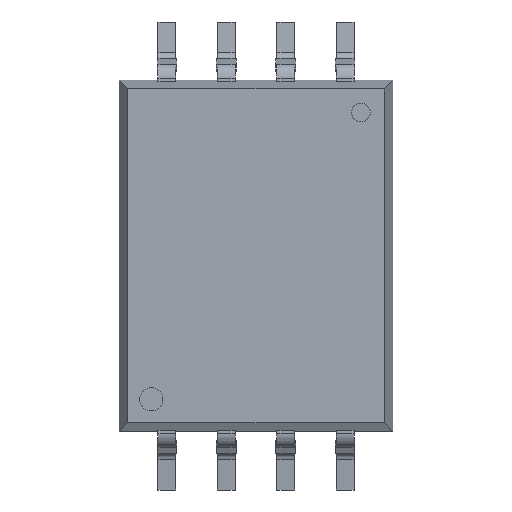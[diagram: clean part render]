
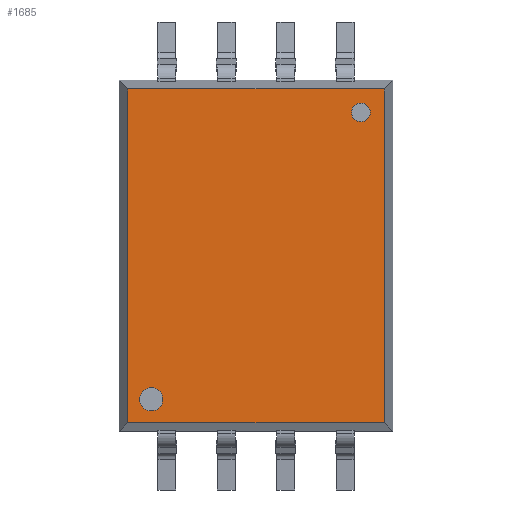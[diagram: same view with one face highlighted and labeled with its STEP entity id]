
A CAD part, top view. The second image highlights one B-rep face of the part: STEP entity #1685.
In plain terms, the highlighted planar face has unit normal (0, 0, 1).
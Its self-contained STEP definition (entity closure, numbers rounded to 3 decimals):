
#70 = LINE ( 'NONE', #3073, #3573 ) ;
#296 = DIRECTION ( 'NONE',  ( 1., 0., 0. ) ) ;
#347 = AXIS2_PLACEMENT_3D ( 'NONE', #1285, #5541, #1871 ) ;
#422 = CARTESIAN_POINT ( 'NONE',  ( 2.925, 3.75, 2.2 ) ) ;
#492 = EDGE_CURVE ( 'NONE', #5167, #5632, #70, .T. ) ;
#646 = DIRECTION ( 'NONE',  ( 0., 1., 0. ) ) ;
#714 = LINE ( 'NONE', #1847, #2328 ) ;
#801 = PLANE ( 'NONE',  #7456 ) ;
#808 = DIRECTION ( 'NONE',  ( 0., 0., -1. ) ) ;
#1041 = VERTEX_POINT ( 'NONE', #4409 ) ;
#1119 = ORIENTED_EDGE ( 'NONE', *, *, #1935, .T. ) ;
#1190 = FACE_BOUND ( 'NONE', #4406, .T. ) ;
#1285 = CARTESIAN_POINT ( 'NONE',  ( 2.24, 3.065, 2.2 ) ) ;
#1419 = EDGE_CURVE ( 'NONE', #5798, #5167, #714, .T. ) ;
#1475 = VECTOR ( 'NONE', #7349, 1000. ) ;
#1685 = ADVANCED_FACE ( 'NONE', ( #2767, #1190, #7491 ), #801, .F. ) ;
#1705 = VERTEX_POINT ( 'NONE', #4093 ) ;
#1847 = CARTESIAN_POINT ( 'NONE',  ( 2.74, 3.75, 2.2 ) ) ;
#1871 = DIRECTION ( 'NONE',  ( 1., 0., 0. ) ) ;
#1920 = LINE ( 'NONE', #6948, #6627 ) ;
#1935 = EDGE_CURVE ( 'NONE', #5632, #1041, #1920, .T. ) ;
#1968 = CIRCLE ( 'NONE', #7372, 0.25 ) ;
#2077 = EDGE_CURVE ( 'NONE', #6188, #1705, #4850, .T. ) ;
#2103 = EDGE_LOOP ( 'NONE', ( #6400, #7426 ) ) ;
#2226 = CARTESIAN_POINT ( 'NONE',  ( -2.24, -3.065, 2.2 ) ) ;
#2258 = DIRECTION ( 'NONE',  ( 1., 0., 0. ) ) ;
#2328 = VECTOR ( 'NONE', #5047, 1000. ) ;
#2378 = DIRECTION ( 'NONE',  ( 0., 0., 1. ) ) ;
#2728 = DIRECTION ( 'NONE',  ( 0., -1., 0. ) ) ;
#2767 = FACE_BOUND ( 'NONE', #2103, .T. ) ;
#2895 = CARTESIAN_POINT ( 'NONE',  ( -1.99, -3.065, 2.2 ) ) ;
#2926 = ORIENTED_EDGE ( 'NONE', *, *, #6419, .F. ) ;
#3073 = CARTESIAN_POINT ( 'NONE',  ( 2.925, 3.565, 2.2 ) ) ;
#3379 = ORIENTED_EDGE ( 'NONE', *, *, #492, .T. ) ;
#3573 = VECTOR ( 'NONE', #3890, 1000. ) ;
#3657 = CARTESIAN_POINT ( 'NONE',  ( 2.925, -3.565, 2.2 ) ) ;
#3724 = CARTESIAN_POINT ( 'NONE',  ( 2.74, -3.565, 2.2 ) ) ;
#3832 = AXIS2_PLACEMENT_3D ( 'NONE', #2226, #2378, #2258 ) ;
#3873 = EDGE_CURVE ( 'NONE', #5439, #7551, #7097, .T. ) ;
#3890 = DIRECTION ( 'NONE',  ( -1., 0., 0. ) ) ;
#3921 = DIRECTION ( 'NONE',  ( 0., 0., 1. ) ) ;
#4093 = CARTESIAN_POINT ( 'NONE',  ( -2.49, -3.065, 2.2 ) ) ;
#4168 = CARTESIAN_POINT ( 'NONE',  ( 2.44, 3.065, 2.2 ) ) ;
#4195 = DIRECTION ( 'NONE',  ( 1., 0., 0. ) ) ;
#4406 = EDGE_LOOP ( 'NONE', ( #5675, #2926 ) ) ;
#4409 = CARTESIAN_POINT ( 'NONE',  ( -2.74, -3.565, 2.2 ) ) ;
#4491 = ORIENTED_EDGE ( 'NONE', *, *, #6364, .T. ) ;
#4593 = CARTESIAN_POINT ( 'NONE',  ( 2.74, 3.565, 2.2 ) ) ;
#4680 = LINE ( 'NONE', #3657, #1475 ) ;
#4850 = CIRCLE ( 'NONE', #3832, 0.25 ) ;
#5047 = DIRECTION ( 'NONE',  ( 0., 1., 0. ) ) ;
#5106 = ORIENTED_EDGE ( 'NONE', *, *, #1419, .T. ) ;
#5167 = VERTEX_POINT ( 'NONE', #4593 ) ;
#5439 = VERTEX_POINT ( 'NONE', #4168 ) ;
#5541 = DIRECTION ( 'NONE',  ( 0., 0., 1. ) ) ;
#5632 = VERTEX_POINT ( 'NONE', #5979 ) ;
#5675 = ORIENTED_EDGE ( 'NONE', *, *, #3873, .F. ) ;
#5758 = CARTESIAN_POINT ( 'NONE',  ( 2.04, 3.065, 2.2 ) ) ;
#5798 = VERTEX_POINT ( 'NONE', #3724 ) ;
#5882 = EDGE_LOOP ( 'NONE', ( #4491, #5106, #3379, #1119 ) ) ;
#5974 = EDGE_CURVE ( 'NONE', #1705, #6188, #1968, .T. ) ;
#5978 = CIRCLE ( 'NONE', #347, 0.2 ) ;
#5979 = CARTESIAN_POINT ( 'NONE',  ( -2.74, 3.565, 2.2 ) ) ;
#6188 = VERTEX_POINT ( 'NONE', #2895 ) ;
#6364 = EDGE_CURVE ( 'NONE', #1041, #5798, #4680, .T. ) ;
#6400 = ORIENTED_EDGE ( 'NONE', *, *, #2077, .F. ) ;
#6419 = EDGE_CURVE ( 'NONE', #7551, #5439, #5978, .T. ) ;
#6627 = VECTOR ( 'NONE', #2728, 1000. ) ;
#6948 = CARTESIAN_POINT ( 'NONE',  ( -2.74, 3.75, 2.2 ) ) ;
#7097 = CIRCLE ( 'NONE', #7698, 0.2 ) ;
#7349 = DIRECTION ( 'NONE',  ( 1., 0., 0. ) ) ;
#7372 = AXIS2_PLACEMENT_3D ( 'NONE', #7603, #3921, #296 ) ;
#7374 = CARTESIAN_POINT ( 'NONE',  ( 2.24, 3.065, 2.2 ) ) ;
#7426 = ORIENTED_EDGE ( 'NONE', *, *, #5974, .F. ) ;
#7456 = AXIS2_PLACEMENT_3D ( 'NONE', #422, #808, #646 ) ;
#7491 = FACE_OUTER_BOUND ( 'NONE', #5882, .T. ) ;
#7511 = DIRECTION ( 'NONE',  ( 0., 0., 1. ) ) ;
#7551 = VERTEX_POINT ( 'NONE', #5758 ) ;
#7603 = CARTESIAN_POINT ( 'NONE',  ( -2.24, -3.065, 2.2 ) ) ;
#7698 = AXIS2_PLACEMENT_3D ( 'NONE', #7374, #7511, #4195 ) ;
